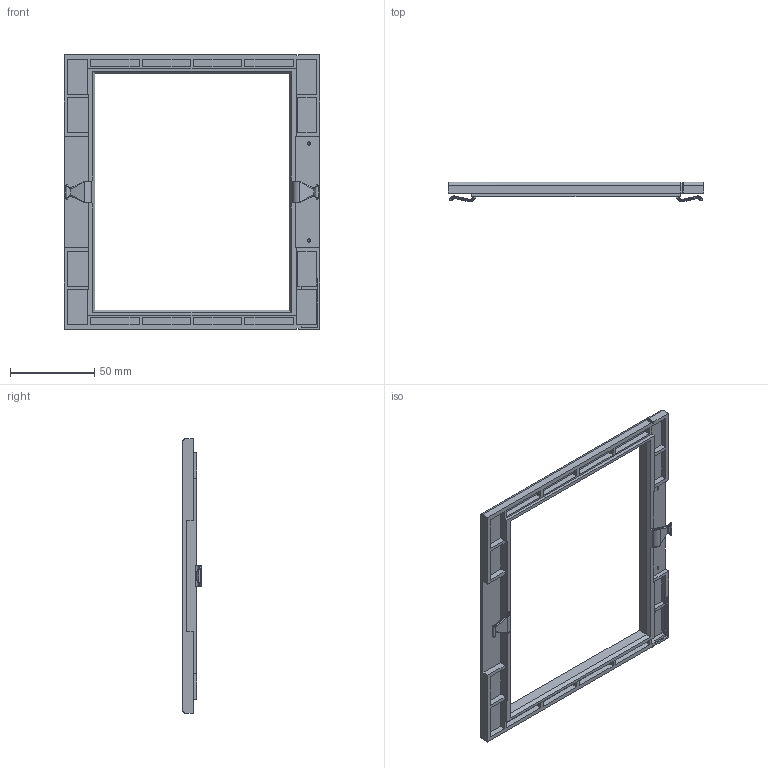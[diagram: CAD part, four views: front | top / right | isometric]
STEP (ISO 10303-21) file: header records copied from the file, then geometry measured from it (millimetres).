
FILE_DESCRIPTION((''),'2;1');
FILE_NAME('1SDH002065A1564_IGES','2020-09-16T14:14:27',('ITMADEL7'),(''),'CREO PARAMETRIC BY PTC INC, 2019030','CREO PARAMETRIC BY PTC INC, 2019030','');
FILE_SCHEMA(('AUTOMOTIVE_DESIGN { 1 0 10303 214 1 1 1 1 }'));
Length unit declared in the file: millimetre
Products named in the file (1): 1SDH002065A1564_IGES
Bounding box: 151.48 x 11.47 x 162.73 mm (x, y, z)
Volume: 40534.2 mm3; surface area: 32087.5 mm2
Topology: 1 solids, 1 shells, 290 faces, 798 edges, 512 vertices
Faces by surface type: plane 182, cylinder 48, bspline 40, torus 16, extrusion 4
Entity records: 14902 total; most frequent: CARTESIAN_POINT 5191, ORIENTED_EDGE 1588, DIRECTION 1262, EDGE_CURVE 794, VECTOR 546, LINE 542, VERTEX_POINT 512, AXIS2_PLACEMENT_3D 358
